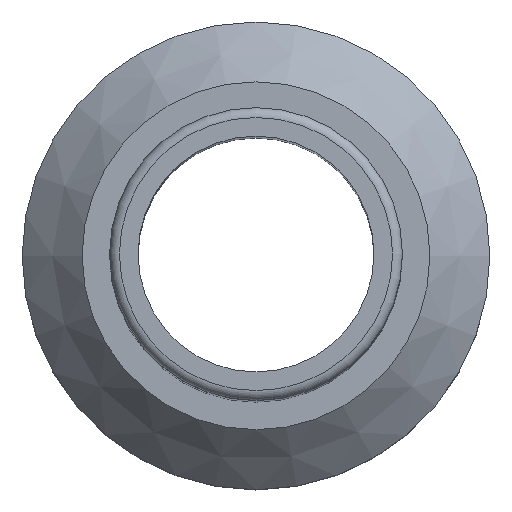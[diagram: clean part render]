
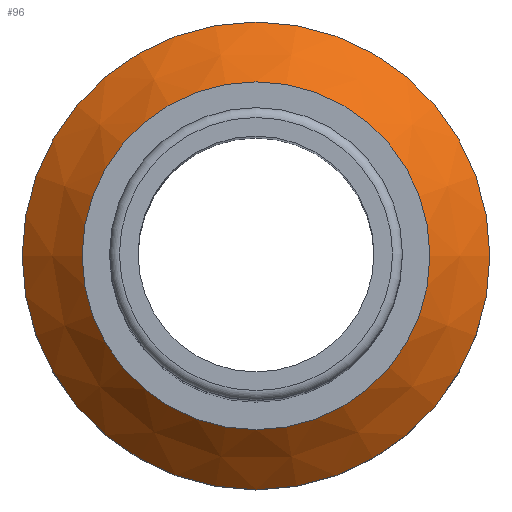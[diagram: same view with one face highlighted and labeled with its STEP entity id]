
A CAD part, top view. The second image highlights one B-rep face of the part: STEP entity #96.
In plain terms, the highlighted conical face has half-angle 45.474 degrees and reference radius 11.9 mm.
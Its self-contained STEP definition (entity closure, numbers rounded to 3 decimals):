
#54 = EDGE_CURVE('',#55,#55,#57,.T.);
#55 = VERTEX_POINT('',#56);
#56 = CARTESIAN_POINT('',(8.85,0.,11.));
#57 = CIRCLE('',#58,8.85);
#58 = AXIS2_PLACEMENT_3D('',#59,#60,#61);
#59 = CARTESIAN_POINT('',(0.,0.,11.));
#60 = DIRECTION('',(0.,0.,1.));
#61 = DIRECTION('',(1.,0.,0.));
#96 = ADVANCED_FACE('',(#97),#116,.T.);
#97 = FACE_BOUND('',#98,.T.);
#98 = EDGE_LOOP('',(#99,#100,#108,#115));
#99 = ORIENTED_EDGE('',*,*,#54,.F.);
#100 = ORIENTED_EDGE('',*,*,#101,.F.);
#101 = EDGE_CURVE('',#102,#55,#104,.T.);
#102 = VERTEX_POINT('',#103);
#103 = CARTESIAN_POINT('',(11.9,0.,8.));
#104 = LINE('',#105,#106);
#105 = CARTESIAN_POINT('',(11.9,0.,8.));
#106 = VECTOR('',#107,1.);
#107 = DIRECTION('',(-0.713,0.,0.701));
#108 = ORIENTED_EDGE('',*,*,#109,.T.);
#109 = EDGE_CURVE('',#102,#102,#110,.T.);
#110 = CIRCLE('',#111,11.9);
#111 = AXIS2_PLACEMENT_3D('',#112,#113,#114);
#112 = CARTESIAN_POINT('',(0.,0.,8.));
#113 = DIRECTION('',(0.,0.,1.));
#114 = DIRECTION('',(1.,0.,0.));
#115 = ORIENTED_EDGE('',*,*,#101,.T.);
#116 = CONICAL_SURFACE('',#117,11.9,0.794);
#117 = AXIS2_PLACEMENT_3D('',#118,#119,#120);
#118 = CARTESIAN_POINT('',(0.,0.,8.));
#119 = DIRECTION('',(-0.,-0.,-1.));
#120 = DIRECTION('',(1.,0.,0.));
